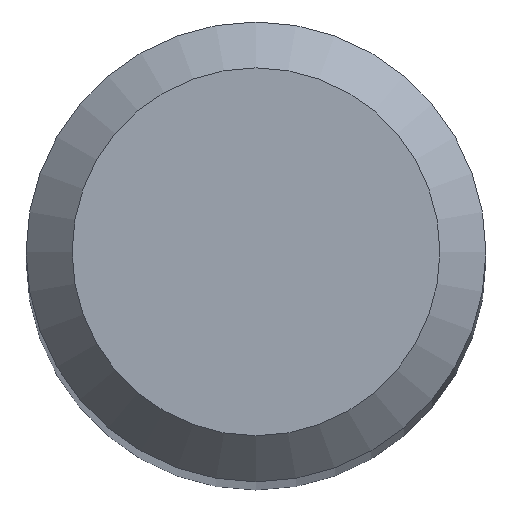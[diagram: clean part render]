
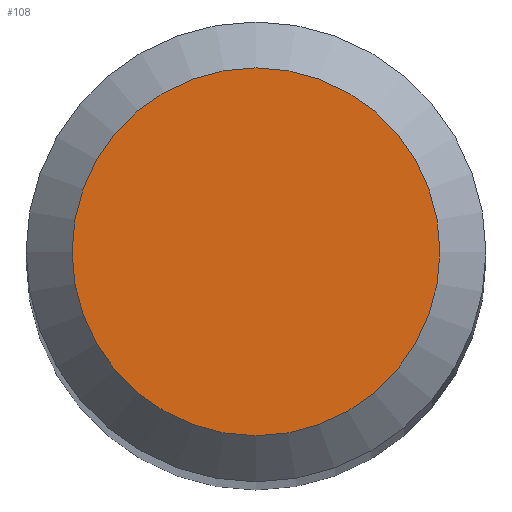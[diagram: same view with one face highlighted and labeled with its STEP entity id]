
A CAD part, top view. The second image highlights one B-rep face of the part: STEP entity #108.
In plain terms, the highlighted planar face has unit normal (0, 0, 1).
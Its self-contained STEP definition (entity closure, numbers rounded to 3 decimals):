
#3 = CARTESIAN_POINT ( 'NONE',  ( 0., 0., 38. ) ) ;
#6 = FACE_OUTER_BOUND ( 'NONE', #137, .T. ) ;
#17 = EDGE_CURVE ( 'NONE', #218, #218, #222, .T. ) ;
#18 = ORIENTED_EDGE ( 'NONE', *, *, #17, .F. ) ;
#22 = CARTESIAN_POINT ( 'NONE',  ( 0., 0., 38. ) ) ;
#23 = DIRECTION ( 'NONE',  ( 0., 1., 0. ) ) ;
#41 = DIRECTION ( 'NONE',  ( 0., 1., 0. ) ) ;
#67 = AXIS2_PLACEMENT_3D ( 'NONE', #22, #99, #23 ) ;
#80 = PLANE ( 'NONE',  #156 ) ;
#99 = DIRECTION ( 'NONE',  ( 0., 0., -1. ) ) ;
#108 = ADVANCED_FACE ( 'NONE', ( #6 ), #80, .F. ) ;
#137 = EDGE_LOOP ( 'NONE', ( #18 ) ) ;
#156 = AXIS2_PLACEMENT_3D ( 'NONE', #3, #211, #41 ) ;
#182 = CARTESIAN_POINT ( 'NONE',  ( 0., 1.2, 38. ) ) ;
#211 = DIRECTION ( 'NONE',  ( 0., 0., -1. ) ) ;
#218 = VERTEX_POINT ( 'NONE', #182 ) ;
#222 = CIRCLE ( 'NONE', #67, 1.2 ) ;
